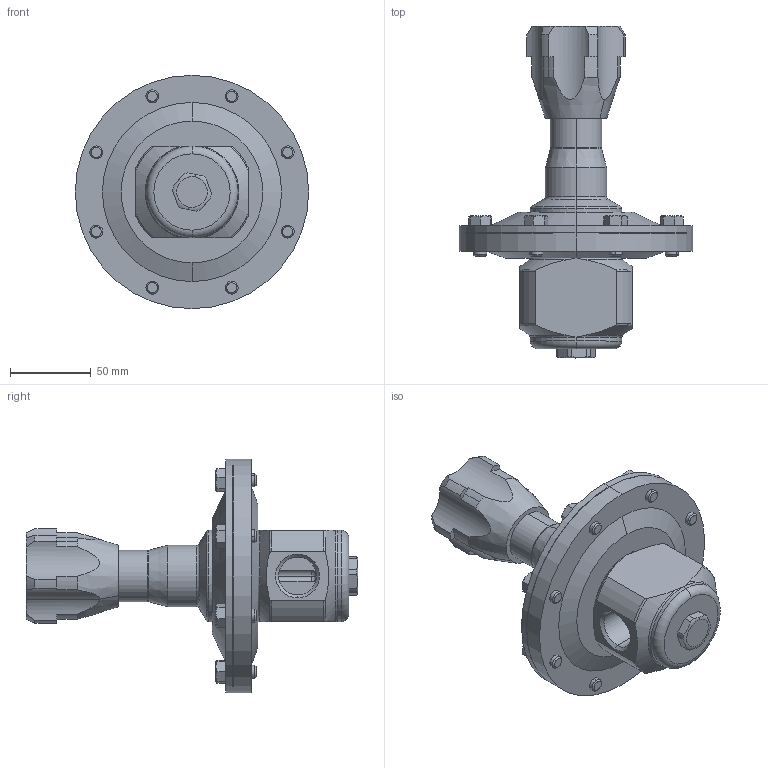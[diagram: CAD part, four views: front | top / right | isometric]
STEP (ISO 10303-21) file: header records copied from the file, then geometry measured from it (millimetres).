
FILE_DESCRIPTION (( 'STEP AP203' ), '1' );
FILE_NAME ('JRHL-075-6L-DA.step', '2017-09-20T13:49:11', ( '' ), ( '' ), 'SwSTEP 2.0', 'SolidWorks 2014', '' );
FILE_SCHEMA (( 'CONFIG_CONTROL_DESIGN' ));
Length unit declared in the file: inch
Products named in the file (1): JRHL-075-6L-DA
Bounding box: 144.78 x 205.87 x 144.78 mm (x, y, z)
Volume: 682504.4 mm3; surface area: 83136.8 mm2
Topology: 1 solids, 1 shells, 288 faces, 678 edges, 418 vertices
Faces by surface type: cone 95, plane 94, cylinder 67, torus 32
Entity records: 9349 total; most frequent: CARTESIAN_POINT 2764, DIRECTION 1370, ORIENTED_EDGE 1356, EDGE_CURVE 678, AXIS2_PLACEMENT_3D 572, VERTEX_POINT 418, EDGE_LOOP 314, FACE_OUTER_BOUND 288
